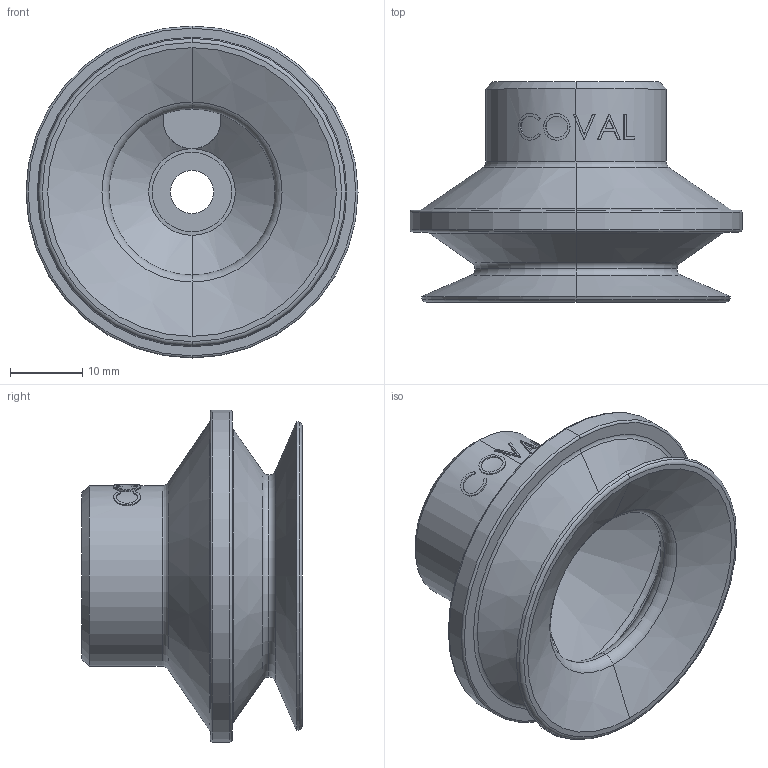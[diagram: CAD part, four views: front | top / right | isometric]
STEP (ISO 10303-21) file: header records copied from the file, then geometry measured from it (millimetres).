
FILE_DESCRIPTION(('STEP AP214'),'1');
FILE_NAME('COVAL_VSAG40NBR.stp','2017-12-27T18:40:58',('TraceParts'),('TraceParts S.A.'),'Spatial InterOp 3D',' ',' ');
FILE_SCHEMA(('automotive_design'));
Length unit declared in the file: millimetre
Products named in the file (1): COVAL_VSAG40NBR
Bounding box: 46 x 30.5 x 46 mm (x, y, z)
Volume: 12020.3 mm3; surface area: 9125.2 mm2
Topology: 1 solids, 1 shells, 110 faces, 256 edges, 158 vertices
Faces by surface type: bspline 29, torus 24, plane 23, cylinder 18, cone 16
Entity records: 9123 total; most frequent: CARTESIAN_POINT 5915, ORIENTED_EDGE 512, DIRECTION 427, EDGE_CURVE 256, AXIS2_PLACEMENT_3D 192, VERTEX_POINT 158, EDGE_LOOP 122, STYLED_ITEM 110
